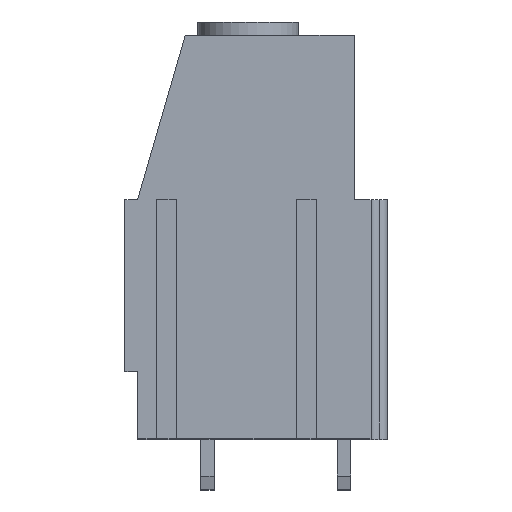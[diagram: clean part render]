
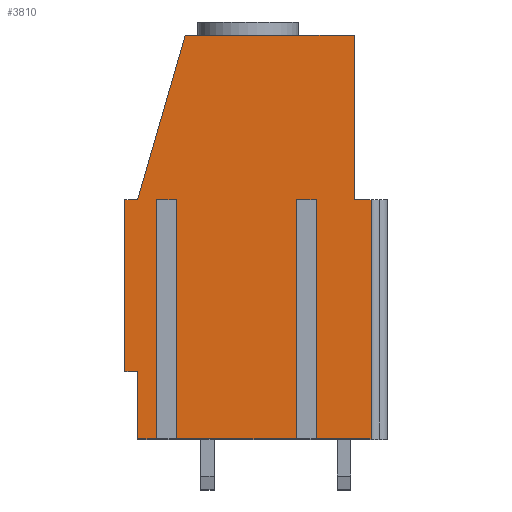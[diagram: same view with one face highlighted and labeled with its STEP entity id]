
A CAD part, top view. The second image highlights one B-rep face of the part: STEP entity #3810.
In plain terms, the highlighted planar face has unit normal (0, 0, 1).
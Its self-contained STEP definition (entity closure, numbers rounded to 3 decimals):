
#25 = EDGE_CURVE ( 'NONE', #2525, #5017, #3022, .T. ) ;
#50 = CARTESIAN_POINT ( 'NONE',  ( -47.249, -35.996, 20.72 ) ) ;
#131 = EDGE_CURVE ( 'NONE', #564, #1597, #2485, .T. ) ;
#199 = LINE ( 'NONE', #1134, #3452 ) ;
#239 = VECTOR ( 'NONE', #377, 1000. ) ;
#364 = ORIENTED_EDGE ( 'NONE', *, *, #2705, .F. ) ;
#377 = DIRECTION ( 'NONE',  ( 0., 1., 0. ) ) ;
#394 = DIRECTION ( 'NONE',  ( 0., -1., 0. ) ) ;
#412 = LINE ( 'NONE', #50, #1274 ) ;
#515 = ORIENTED_EDGE ( 'NONE', *, *, #1180, .F. ) ;
#564 = VERTEX_POINT ( 'NONE', #5207 ) ;
#594 = ORIENTED_EDGE ( 'NONE', *, *, #1901, .F. ) ;
#616 = VERTEX_POINT ( 'NONE', #2275 ) ;
#706 = ORIENTED_EDGE ( 'NONE', *, *, #4058, .F. ) ;
#738 = LINE ( 'NONE', #1746, #1603 ) ;
#773 = DIRECTION ( 'NONE',  ( -1., 0., 0. ) ) ;
#785 = CARTESIAN_POINT ( 'NONE',  ( -50.154, -18.196, 20.72 ) ) ;
#806 = ORIENTED_EDGE ( 'NONE', *, *, #131, .F. ) ;
#856 = CARTESIAN_POINT ( 'NONE',  ( -68.454, -18.196, 20.72 ) ) ;
#883 = CARTESIAN_POINT ( 'NONE',  ( -67.504, -18.196, 20.72 ) ) ;
#898 = CARTESIAN_POINT ( 'NONE',  ( -51.404, -5.996, 20.72 ) ) ;
#1134 = CARTESIAN_POINT ( 'NONE',  ( -50.154, -18.196, 20.72 ) ) ;
#1180 = EDGE_CURVE ( 'NONE', #1697, #1627, #412, .T. ) ;
#1197 = ORIENTED_EDGE ( 'NONE', *, *, #25, .F. ) ;
#1206 = DIRECTION ( 'NONE',  ( -1., 0., 0. ) ) ;
#1274 = VECTOR ( 'NONE', #4869, 1000. ) ;
#1302 = VERTEX_POINT ( 'NONE', #898 ) ;
#1306 = CARTESIAN_POINT ( 'NONE',  ( -55.704, -18.196, 20.72 ) ) ;
#1312 = VERTEX_POINT ( 'NONE', #856 ) ;
#1327 = EDGE_CURVE ( 'NONE', #2424, #3529, #738, .T. ) ;
#1416 = VERTEX_POINT ( 'NONE', #4341 ) ;
#1420 = CARTESIAN_POINT ( 'NONE',  ( -66.104, -35.996, 20.72 ) ) ;
#1422 = ORIENTED_EDGE ( 'NONE', *, *, #2132, .F. ) ;
#1460 = VECTOR ( 'NONE', #5035, 1000. ) ;
#1508 = CARTESIAN_POINT ( 'NONE',  ( -54.224, -18.196, 20.72 ) ) ;
#1520 = DIRECTION ( 'NONE',  ( -1., 0., 0. ) ) ;
#1542 = CARTESIAN_POINT ( 'NONE',  ( -55.704, -18.196, 20.72 ) ) ;
#1563 = EDGE_CURVE ( 'NONE', #616, #3514, #4425, .T. ) ;
#1597 = VERTEX_POINT ( 'NONE', #3786 ) ;
#1603 = VECTOR ( 'NONE', #2054, 1000. ) ;
#1618 = DIRECTION ( 'NONE',  ( 0., 1., 0. ) ) ;
#1627 = VERTEX_POINT ( 'NONE', #3083 ) ;
#1663 = EDGE_CURVE ( 'NONE', #4127, #2424, #5146, .T. ) ;
#1697 = VERTEX_POINT ( 'NONE', #1420 ) ;
#1746 = CARTESIAN_POINT ( 'NONE',  ( -47.249, -35.996, 20.72 ) ) ;
#1786 = DIRECTION ( 'NONE',  ( 0., -1., 0. ) ) ;
#1789 = VECTOR ( 'NONE', #2160, 1000. ) ;
#1794 = VECTOR ( 'NONE', #1786, 1000. ) ;
#1858 = ORIENTED_EDGE ( 'NONE', *, *, #3827, .F. ) ;
#1901 = EDGE_CURVE ( 'NONE', #3529, #2525, #4933, .T. ) ;
#1954 = LINE ( 'NONE', #3596, #4072 ) ;
#1956 = ORIENTED_EDGE ( 'NONE', *, *, #3721, .F. ) ;
#2002 = EDGE_CURVE ( 'NONE', #3632, #4395, #199, .T. ) ;
#2054 = DIRECTION ( 'NONE',  ( -1., 0., 0. ) ) ;
#2127 = ORIENTED_EDGE ( 'NONE', *, *, #1663, .F. ) ;
#2132 = EDGE_CURVE ( 'NONE', #1597, #4127, #3637, .T. ) ;
#2160 = DIRECTION ( 'NONE',  ( 0.279, 0.96, 0. ) ) ;
#2166 = LINE ( 'NONE', #3307, #4281 ) ;
#2224 = LINE ( 'NONE', #4215, #239 ) ;
#2239 = AXIS2_PLACEMENT_3D ( 'NONE', #2529, #2672, #2323 ) ;
#2275 = CARTESIAN_POINT ( 'NONE',  ( -67.504, -30.956, 20.72 ) ) ;
#2323 = DIRECTION ( 'NONE',  ( 1., 0., 0. ) ) ;
#2333 = DIRECTION ( 'NONE',  ( 0., -1., 0. ) ) ;
#2339 = ORIENTED_EDGE ( 'NONE', *, *, #2002, .F. ) ;
#2424 = VERTEX_POINT ( 'NONE', #5152 ) ;
#2435 = FACE_OUTER_BOUND ( 'NONE', #5047, .T. ) ;
#2485 = LINE ( 'NONE', #1508, #3476 ) ;
#2487 = LINE ( 'NONE', #4465, #4714 ) ;
#2492 = LINE ( 'NONE', #4183, #4593 ) ;
#2525 = VERTEX_POINT ( 'NONE', #3099 ) ;
#2529 = CARTESIAN_POINT ( 'NONE',  ( -47.249, -25.314, 20.72 ) ) ;
#2536 = ORIENTED_EDGE ( 'NONE', *, *, #5389, .F. ) ;
#2567 = PLANE ( 'NONE',  #2239 ) ;
#2654 = VECTOR ( 'NONE', #773, 1000. ) ;
#2672 = DIRECTION ( 'NONE',  ( 0., 0., 1. ) ) ;
#2697 = VECTOR ( 'NONE', #394, 1000. ) ;
#2705 = EDGE_CURVE ( 'NONE', #4365, #3042, #5142, .T. ) ;
#2829 = LINE ( 'NONE', #5196, #2697 ) ;
#2862 = CARTESIAN_POINT ( 'NONE',  ( -47.249, -35.996, 20.72 ) ) ;
#2948 = ORIENTED_EDGE ( 'NONE', *, *, #5440, .T. ) ;
#2999 = ORIENTED_EDGE ( 'NONE', *, *, #4816, .T. ) ;
#3022 = LINE ( 'NONE', #3771, #5110 ) ;
#3042 = VERTEX_POINT ( 'NONE', #4459 ) ;
#3050 = ORIENTED_EDGE ( 'NONE', *, *, #1563, .F. ) ;
#3083 = CARTESIAN_POINT ( 'NONE',  ( -67.504, -35.996, 20.72 ) ) ;
#3099 = CARTESIAN_POINT ( 'NONE',  ( -64.624, -18.196, 20.72 ) ) ;
#3195 = DIRECTION ( 'NONE',  ( -1., 0., 0. ) ) ;
#3290 = CARTESIAN_POINT ( 'NONE',  ( -68.454, -30.956, 20.72 ) ) ;
#3300 = CARTESIAN_POINT ( 'NONE',  ( -64.624, -35.996, 20.72 ) ) ;
#3307 = CARTESIAN_POINT ( 'NONE',  ( -47.249, -5.996, 20.72 ) ) ;
#3313 = CARTESIAN_POINT ( 'NONE',  ( -55.704, -18.196, 20.72 ) ) ;
#3314 = VECTOR ( 'NONE', #4311, 1000. ) ;
#3318 = EDGE_CURVE ( 'NONE', #3632, #1416, #2487, .T. ) ;
#3361 = DIRECTION ( 'NONE',  ( 0., 1., 0. ) ) ;
#3452 = VECTOR ( 'NONE', #2333, 1000. ) ;
#3465 = CARTESIAN_POINT ( 'NONE',  ( -50.154, -35.996, 20.72 ) ) ;
#3476 = VECTOR ( 'NONE', #1618, 1000. ) ;
#3514 = VERTEX_POINT ( 'NONE', #3290 ) ;
#3529 = VERTEX_POINT ( 'NONE', #3300 ) ;
#3596 = CARTESIAN_POINT ( 'NONE',  ( -68.454, -25.314, 20.72 ) ) ;
#3632 = VERTEX_POINT ( 'NONE', #785 ) ;
#3637 = LINE ( 'NONE', #3313, #2654 ) ;
#3653 = DIRECTION ( 'NONE',  ( -1., 0., 0. ) ) ;
#3685 = VECTOR ( 'NONE', #4793, 1000. ) ;
#3721 = EDGE_CURVE ( 'NONE', #5017, #1697, #2829, .T. ) ;
#3731 = EDGE_CURVE ( 'NONE', #1627, #616, #3815, .T. ) ;
#3771 = CARTESIAN_POINT ( 'NONE',  ( -66.104, -18.196, 20.72 ) ) ;
#3786 = CARTESIAN_POINT ( 'NONE',  ( -54.224, -18.196, 20.72 ) ) ;
#3810 = ADVANCED_FACE ( 'NONE', ( #2435 ), #2567, .T. ) ;
#3815 = LINE ( 'NONE', #5337, #3685 ) ;
#3827 = EDGE_CURVE ( 'NONE', #4395, #564, #4401, .T. ) ;
#3857 = CARTESIAN_POINT ( 'NONE',  ( -66.104, -18.196, 20.72 ) ) ;
#3951 = ORIENTED_EDGE ( 'NONE', *, *, #3731, .F. ) ;
#4058 = EDGE_CURVE ( 'NONE', #3514, #1312, #1954, .T. ) ;
#4072 = VECTOR ( 'NONE', #3361, 1000. ) ;
#4127 = VERTEX_POINT ( 'NONE', #1306 ) ;
#4183 = CARTESIAN_POINT ( 'NONE',  ( -47.249, -18.196, 20.72 ) ) ;
#4215 = CARTESIAN_POINT ( 'NONE',  ( -51.404, -25.314, 20.72 ) ) ;
#4281 = VECTOR ( 'NONE', #1206, 1000. ) ;
#4311 = DIRECTION ( 'NONE',  ( -1., 0., 0. ) ) ;
#4325 = ORIENTED_EDGE ( 'NONE', *, *, #1327, .F. ) ;
#4341 = CARTESIAN_POINT ( 'NONE',  ( -51.404, -18.196, 20.72 ) ) ;
#4365 = VERTEX_POINT ( 'NONE', #883 ) ;
#4395 = VERTEX_POINT ( 'NONE', #3465 ) ;
#4401 = LINE ( 'NONE', #2862, #5366 ) ;
#4425 = LINE ( 'NONE', #4878, #3314 ) ;
#4459 = CARTESIAN_POINT ( 'NONE',  ( -63.964, -5.996, 20.72 ) ) ;
#4465 = CARTESIAN_POINT ( 'NONE',  ( -47.249, -18.196, 20.72 ) ) ;
#4583 = DIRECTION ( 'NONE',  ( 1., 0., 0. ) ) ;
#4593 = VECTOR ( 'NONE', #4583, 1000. ) ;
#4703 = CARTESIAN_POINT ( 'NONE',  ( -64.624, -18.196, 20.72 ) ) ;
#4714 = VECTOR ( 'NONE', #3653, 1000. ) ;
#4793 = DIRECTION ( 'NONE',  ( 0., 1., 0. ) ) ;
#4816 = EDGE_CURVE ( 'NONE', #1302, #3042, #2166, .T. ) ;
#4859 = ORIENTED_EDGE ( 'NONE', *, *, #3318, .T. ) ;
#4869 = DIRECTION ( 'NONE',  ( -1., 0., 0. ) ) ;
#4878 = CARTESIAN_POINT ( 'NONE',  ( -47.249, -30.956, 20.72 ) ) ;
#4933 = LINE ( 'NONE', #4703, #1460 ) ;
#5017 = VERTEX_POINT ( 'NONE', #3857 ) ;
#5035 = DIRECTION ( 'NONE',  ( 0., 1., 0. ) ) ;
#5047 = EDGE_LOOP ( 'NONE', ( #806, #1858, #2339, #4859, #2948, #2999, #364, #2536, #706, #3050, #3951, #515, #1956, #1197, #594, #4325, #2127, #1422 ) ) ;
#5084 = CARTESIAN_POINT ( 'NONE',  ( -67.836, -19.34, 20.72 ) ) ;
#5110 = VECTOR ( 'NONE', #3195, 1000. ) ;
#5142 = LINE ( 'NONE', #5084, #1789 ) ;
#5146 = LINE ( 'NONE', #1542, #1794 ) ;
#5152 = CARTESIAN_POINT ( 'NONE',  ( -55.704, -35.996, 20.72 ) ) ;
#5196 = CARTESIAN_POINT ( 'NONE',  ( -66.104, -35.996, 20.72 ) ) ;
#5207 = CARTESIAN_POINT ( 'NONE',  ( -54.224, -35.996, 20.72 ) ) ;
#5337 = CARTESIAN_POINT ( 'NONE',  ( -67.504, -25.314, 20.72 ) ) ;
#5366 = VECTOR ( 'NONE', #1520, 1000. ) ;
#5389 = EDGE_CURVE ( 'NONE', #1312, #4365, #2492, .T. ) ;
#5440 = EDGE_CURVE ( 'NONE', #1416, #1302, #2224, .T. ) ;
